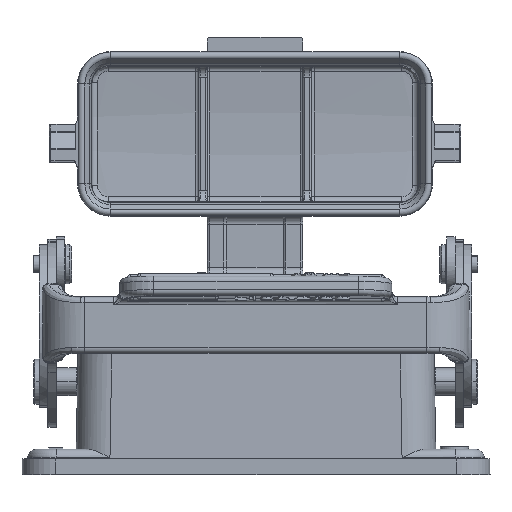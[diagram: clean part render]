
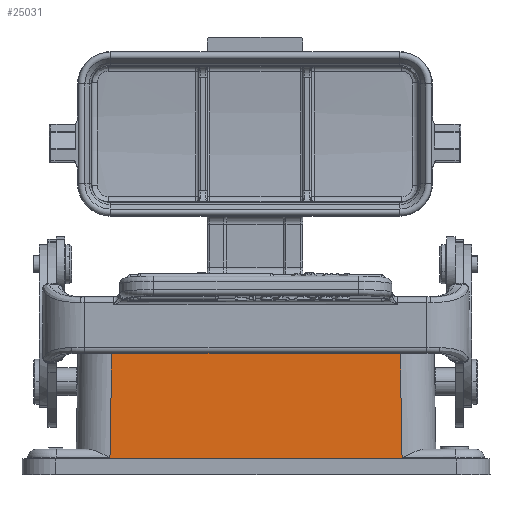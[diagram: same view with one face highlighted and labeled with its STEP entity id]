
A CAD part, top view. The second image highlights one B-rep face of the part: STEP entity #25031.
In plain terms, the highlighted planar face has unit normal (0, 0.018, 1).
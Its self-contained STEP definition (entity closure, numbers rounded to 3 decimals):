
#1679=DIRECTION('',(0.017,1.,-0.017));
#1680=VECTOR('',#1679,2.027);
#1681=CARTESIAN_POINT('',(5.,0.036,
-0.001));
#1682=LINE('',#1681,#1680);
#1683=DIRECTION('',(1.,0.,0.));
#1684=VECTOR('',#1683,9.563);
#1685=CARTESIAN_POINT('',(5.035,2.062,
-0.036));
#1686=LINE('',#1685,#1684);
#1687=DIRECTION('',(0.017,1.,-0.017));
#1688=VECTOR('',#1687,22.686);
#1689=CARTESIAN_POINT('',(14.599,2.062,
-0.036));
#1690=LINE('',#1689,#1688);
#1691=DIRECTION('',(0.017,-1.,0.017));
#1692=VECTOR('',#1691,22.686);
#1693=CARTESIAN_POINT('',(66.007,24.741,
-0.432));
#1694=LINE('',#1693,#1692);
#1695=DIRECTION('',(0.017,-1.,0.017));
#1696=VECTOR('',#1695,2.027);
#1697=CARTESIAN_POINT('',(75.966,2.062,
-0.036));
#1698=LINE('',#1697,#1696);
#1699=DIRECTION('',(1.,0.,0.));
#1700=VECTOR('',#1699,71.001);
#1701=CARTESIAN_POINT('',(5.,0.036,
-0.001));
#1702=LINE('',#1701,#1700);
#3016=DIRECTION('',(-1.,0.,0.));
#3017=VECTOR('',#3016,9.563);
#3018=CARTESIAN_POINT('',(75.966,2.062,
-0.036));
#3019=LINE('',#3018,#3017);
#3032=DIRECTION('',(-1.,0.,0.));
#3033=VECTOR('',#3032,51.012);
#3034=CARTESIAN_POINT('',(66.007,24.741,
-0.432));
#3035=LINE('',#3034,#3033);
#20760=CARTESIAN_POINT('',(5.035,2.062,
-0.036));
#20761=CARTESIAN_POINT('',(14.599,2.062,
-0.036));
#20762=VERTEX_POINT('',#20760);
#20763=VERTEX_POINT('',#20761);
#20766=CARTESIAN_POINT('',(5.,0.036,
-0.001));
#20767=VERTEX_POINT('',#20766);
#20768=CARTESIAN_POINT('',(14.995,24.741,
-0.432));
#20769=VERTEX_POINT('',#20768);
#20770=CARTESIAN_POINT('',(66.007,24.741,
-0.432));
#20771=CARTESIAN_POINT('',(66.403,2.062,
-0.036));
#20772=VERTEX_POINT('',#20770);
#20773=VERTEX_POINT('',#20771);
#20774=CARTESIAN_POINT('',(75.966,2.062,
-0.036));
#20775=CARTESIAN_POINT('',(76.001,0.036,
-0.001));
#20776=VERTEX_POINT('',#20774);
#20777=VERTEX_POINT('',#20775);
#25009=CARTESIAN_POINT('',(40.501,12.389,
-0.216));
#25010=DIRECTION('',(0.,0.017,1.));
#25011=DIRECTION('',(1.,0.,0.));
#25012=AXIS2_PLACEMENT_3D('',#25009,#25010,#25011);
#25013=PLANE('',#25012);
#25015=ORIENTED_EDGE('',*,*,#25014,.F.);
#25017=ORIENTED_EDGE('',*,*,#25016,.T.);
#25018=ORIENTED_EDGE('',*,*,#24999,.T.);
#25020=ORIENTED_EDGE('',*,*,#25019,.T.);
#25022=ORIENTED_EDGE('',*,*,#25021,.F.);
#25024=ORIENTED_EDGE('',*,*,#25023,.T.);
#25026=ORIENTED_EDGE('',*,*,#25025,.F.);
#25028=ORIENTED_EDGE('',*,*,#25027,.T.);
#25029=EDGE_LOOP('',(#25015,#25017,#25018,#25020,#25022,#25024,#25026,#25028));
#25030=FACE_OUTER_BOUND('',#25029,.F.);
#25031=ADVANCED_FACE('',(#25030),#25013,.T.);
#24999=EDGE_CURVE('',#20762,#20763,#1686,.T.);
#25014=EDGE_CURVE('',#20767,#20777,#1702,.T.);
#25016=EDGE_CURVE('',#20767,#20762,#1682,.T.);
#25019=EDGE_CURVE('',#20763,#20769,#1690,.T.);
#25021=EDGE_CURVE('',#20772,#20769,#3035,.T.);
#25023=EDGE_CURVE('',#20772,#20773,#1694,.T.);
#25025=EDGE_CURVE('',#20776,#20773,#3019,.T.);
#25027=EDGE_CURVE('',#20776,#20777,#1698,.T.);
